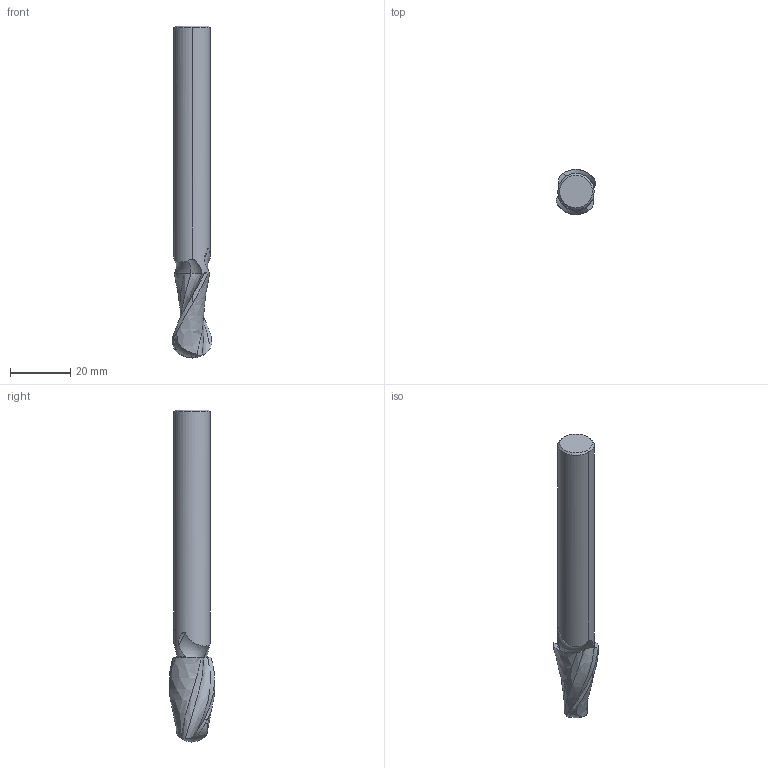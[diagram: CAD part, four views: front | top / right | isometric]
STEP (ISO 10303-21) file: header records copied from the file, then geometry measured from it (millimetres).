
FILE_DESCRIPTION(('no description'),'unknown implementation level');
FILE_NAME('solidHTCZz6QkOdpEMod90byyPp8h2VE_1.STP',' ',('CIM GmbH Aachen'),('CADClick - KiM GmbH - www.kimweb.de'),'unknown preprocess','ACIS','unknown authorization');
FILE_SCHEMA(('automotive_design'));
Length unit declared in the file: millimetre
Products named in the file (2): 1; 2
Bounding box: 13.19 x 15 x 110 mm (x, y, z)
Volume: 11338.9 mm3; surface area: 4440.5 mm2
Topology: 2 solids, 2 shells, 55 faces, 155 edges, 103 vertices
Faces by surface type: plane 16, cylinder 11, cone 8, bspline 8, revolution 6, sphere 6
Entity records: 6576 total; most frequent: CARTESIAN_POINT 3482, STYLED_ITEM 315, PRESENTATION_STYLE_ASSIGNMENT 315, COLOUR_RGB 315, ORIENTED_EDGE 310, DIRECTION 230, EDGE_CURVE 155, CURVE_STYLE 155
